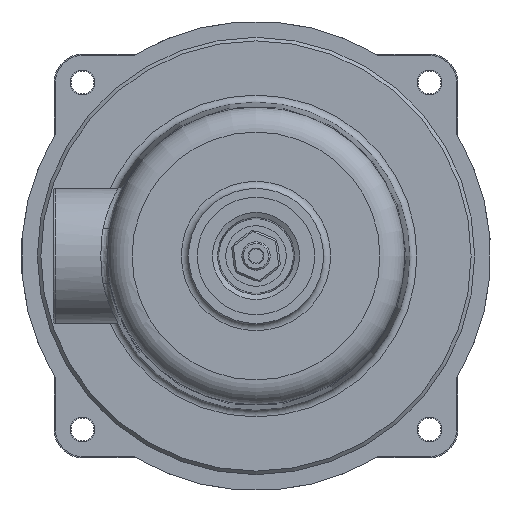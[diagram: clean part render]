
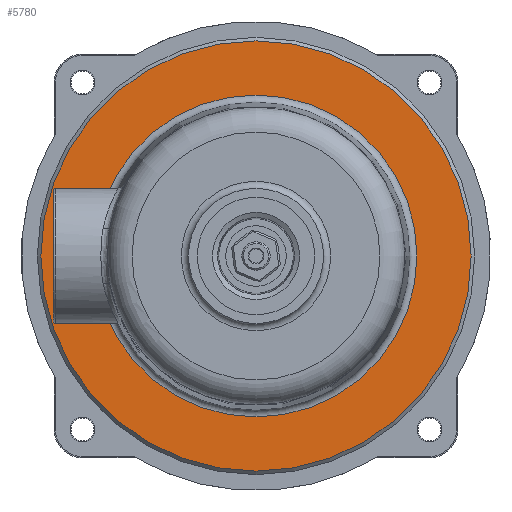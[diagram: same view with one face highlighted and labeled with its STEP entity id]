
A CAD part, left-side view. The second image highlights one B-rep face of the part: STEP entity #5780.
In plain terms, the highlighted planar face has unit normal (-1, 0, 0).
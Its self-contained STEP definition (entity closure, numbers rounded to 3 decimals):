
#1089=PLANE('',#6473);
#2234=ORIENTED_EDGE('',*,*,#3082,.F.);
#2235=ORIENTED_EDGE('',*,*,#3080,.T.);
#3080=EDGE_CURVE('',#3673,#3673,#4037,.T.);
#3082=EDGE_CURVE('',#3675,#3675,#4039,.T.);
#3673=VERTEX_POINT('',#10442);
#3675=VERTEX_POINT('',#10447);
#4037=CIRCLE('',#6407,60.5);
#4039=CIRCLE('',#6410,45.27);
#4618=EDGE_LOOP('',(#2234));
#4619=EDGE_LOOP('',(#2235));
#5264=FACE_BOUND('',#4618,.T.);
#5265=FACE_BOUND('',#4619,.T.);
#5780=ADVANCED_FACE('',(#5264,#5265),#1089,.F.);
#6407=AXIS2_PLACEMENT_3D('',#10441,#7882,#7883);
#6410=AXIS2_PLACEMENT_3D('',#10446,#7888,#7889);
#6473=AXIS2_PLACEMENT_3D('',#11191,#8040,#8041);
#7882=DIRECTION('',(-1.,0.,0.));
#7883=DIRECTION('',(0.,0.,-1.));
#7888=DIRECTION('',(-1.,0.,0.));
#7889=DIRECTION('',(0.,0.,-1.));
#8040=DIRECTION('',(1.,0.,0.));
#8041=DIRECTION('',(0.,0.,-1.));
#10441=CARTESIAN_POINT('',(-26.18,-15.839,0.));
#10442=CARTESIAN_POINT('',(-26.18,-15.839,-60.5));
#10446=CARTESIAN_POINT('',(-26.18,-15.839,0.));
#10447=CARTESIAN_POINT('',(-26.18,-15.839,-45.27));
#11191=CARTESIAN_POINT('',(-26.18,105.161,-121.));
